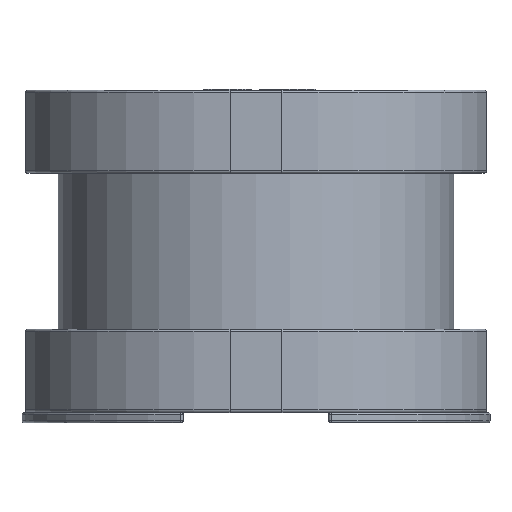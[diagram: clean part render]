
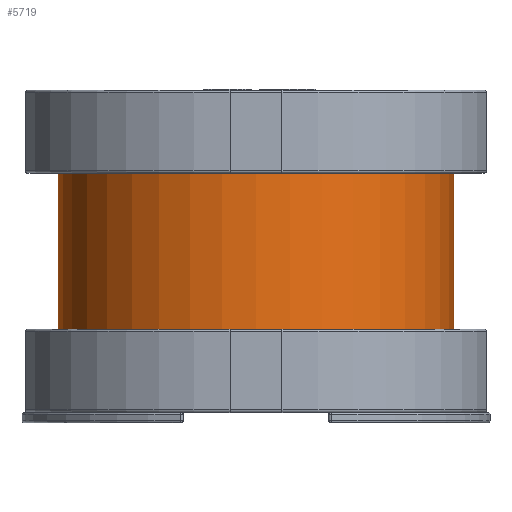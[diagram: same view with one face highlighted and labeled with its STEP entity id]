
A CAD part, front view. The second image highlights one B-rep face of the part: STEP entity #5719.
In plain terms, the highlighted cylindrical face has radius 1.9 mm (diameter 3.8 mm), a partial arc.
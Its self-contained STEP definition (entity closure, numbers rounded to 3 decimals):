
#335 = DIRECTION ( 'NONE',  ( 1., 0., 0. ) ) ;
#574 = CARTESIAN_POINT ( 'NONE',  ( 1.899, -0.071, 0.9 ) ) ;
#817 = VERTEX_POINT ( 'NONE', #2397 ) ;
#894 = ORIENTED_EDGE ( 'NONE', *, *, #11658, .F. ) ;
#944 = VERTEX_POINT ( 'NONE', #17840 ) ;
#1413 = ORIENTED_EDGE ( 'NONE', *, *, #8291, .F. ) ;
#1537 = CARTESIAN_POINT ( 'NONE',  ( 0., 0., 2.4 ) ) ;
#1881 = VECTOR ( 'NONE', #7125, 1000. ) ;
#1922 = AXIS2_PLACEMENT_3D ( 'NONE', #10068, #8606, #335 ) ;
#1960 = CIRCLE ( 'NONE', #8440, 1.9 ) ;
#2238 = CIRCLE ( 'NONE', #1922, 1.9 ) ;
#2397 = CARTESIAN_POINT ( 'NONE',  ( -1.9, 0., 2.4 ) ) ;
#2519 = FACE_OUTER_BOUND ( 'NONE', #18241, .T. ) ;
#2538 = ORIENTED_EDGE ( 'NONE', *, *, #16288, .F. ) ;
#2550 = AXIS2_PLACEMENT_3D ( 'NONE', #8852, #13674, #12034 ) ;
#2697 = LINE ( 'NONE', #10295, #1881 ) ;
#3097 = ORIENTED_EDGE ( 'NONE', *, *, #5133, .F. ) ;
#3142 = CARTESIAN_POINT ( 'NONE',  ( 1.9, 0., 2.4 ) ) ;
#3385 = VERTEX_POINT ( 'NONE', #18688 ) ;
#3595 = DIRECTION ( 'NONE',  ( 0., 0., 1. ) ) ;
#4338 = DIRECTION ( 'NONE',  ( 1., 0., 0. ) ) ;
#4766 = VECTOR ( 'NONE', #16857, 1000. ) ;
#5133 = EDGE_CURVE ( 'NONE', #10581, #18552, #18763, .T. ) ;
#5382 = CIRCLE ( 'NONE', #9951, 1.9 ) ;
#5387 = DIRECTION ( 'NONE',  ( 0., 0., 1. ) ) ;
#5410 = CIRCLE ( 'NONE', #14276, 1.9 ) ;
#5441 = DIRECTION ( 'NONE',  ( 1., 0., 0. ) ) ;
#5719 = ADVANCED_FACE ( 'NONE', ( #2519 ), #8671, .T. ) ;
#5868 = VERTEX_POINT ( 'NONE', #9343 ) ;
#6265 = DIRECTION ( 'NONE',  ( 0., 0., 1. ) ) ;
#6508 = ORIENTED_EDGE ( 'NONE', *, *, #14401, .T. ) ;
#6573 = DIRECTION ( 'NONE',  ( 0., 0., 1. ) ) ;
#7125 = DIRECTION ( 'NONE',  ( 0., 0., -1. ) ) ;
#7501 = ORIENTED_EDGE ( 'NONE', *, *, #8863, .T. ) ;
#8291 = EDGE_CURVE ( 'NONE', #18552, #10093, #2697, .T. ) ;
#8323 = DIRECTION ( 'NONE',  ( 1., 0., 0. ) ) ;
#8328 = LINE ( 'NONE', #15328, #4766 ) ;
#8440 = AXIS2_PLACEMENT_3D ( 'NONE', #9340, #6573, #10769 ) ;
#8606 = DIRECTION ( 'NONE',  ( 0., 0., 1. ) ) ;
#8671 = CYLINDRICAL_SURFACE ( 'NONE', #18479, 1.9 ) ;
#8852 = CARTESIAN_POINT ( 'NONE',  ( 0., 0., 0.9 ) ) ;
#8863 = EDGE_CURVE ( 'NONE', #13798, #10093, #2238, .T. ) ;
#9340 = CARTESIAN_POINT ( 'NONE',  ( 0., 0., 0.9 ) ) ;
#9343 = CARTESIAN_POINT ( 'NONE',  ( -1.899, -0.071, 2.4 ) ) ;
#9502 = EDGE_CURVE ( 'NONE', #817, #944, #8328, .T. ) ;
#9929 = CIRCLE ( 'NONE', #2550, 1.9 ) ;
#9951 = AXIS2_PLACEMENT_3D ( 'NONE', #16737, #3595, #5441 ) ;
#10068 = CARTESIAN_POINT ( 'NONE',  ( 0., 0., 0.9 ) ) ;
#10093 = VERTEX_POINT ( 'NONE', #15770 ) ;
#10161 = EDGE_CURVE ( 'NONE', #3385, #13798, #9929, .T. ) ;
#10221 = CARTESIAN_POINT ( 'NONE',  ( 0., 0., 7.774 ) ) ;
#10295 = CARTESIAN_POINT ( 'NONE',  ( 1.9, 0., 7.774 ) ) ;
#10581 = VERTEX_POINT ( 'NONE', #12557 ) ;
#10769 = DIRECTION ( 'NONE',  ( 1., 0., 0. ) ) ;
#11658 = EDGE_CURVE ( 'NONE', #817, #5868, #5410, .T. ) ;
#12034 = DIRECTION ( 'NONE',  ( 1., 0., 0. ) ) ;
#12557 = CARTESIAN_POINT ( 'NONE',  ( 1.899, -0.071, 2.4 ) ) ;
#13674 = DIRECTION ( 'NONE',  ( 0., 0., 1. ) ) ;
#13798 = VERTEX_POINT ( 'NONE', #574 ) ;
#13958 = ORIENTED_EDGE ( 'NONE', *, *, #10161, .T. ) ;
#14146 = ORIENTED_EDGE ( 'NONE', *, *, #9502, .T. ) ;
#14276 = AXIS2_PLACEMENT_3D ( 'NONE', #1537, #5387, #8323 ) ;
#14401 = EDGE_CURVE ( 'NONE', #944, #3385, #1960, .T. ) ;
#15328 = CARTESIAN_POINT ( 'NONE',  ( -1.9, 0., 7.774 ) ) ;
#15770 = CARTESIAN_POINT ( 'NONE',  ( 1.9, 0., 0.9 ) ) ;
#15869 = DIRECTION ( 'NONE',  ( 0., 0., -1. ) ) ;
#16288 = EDGE_CURVE ( 'NONE', #5868, #10581, #5382, .T. ) ;
#16737 = CARTESIAN_POINT ( 'NONE',  ( 0., 0., 2.4 ) ) ;
#16857 = DIRECTION ( 'NONE',  ( 0., 0., -1. ) ) ;
#16905 = AXIS2_PLACEMENT_3D ( 'NONE', #17845, #6265, #4338 ) ;
#17484 = DIRECTION ( 'NONE',  ( -1., 0., 0. ) ) ;
#17840 = CARTESIAN_POINT ( 'NONE',  ( -1.9, 0., 0.9 ) ) ;
#17845 = CARTESIAN_POINT ( 'NONE',  ( 0., 0., 2.4 ) ) ;
#18241 = EDGE_LOOP ( 'NONE', ( #1413, #3097, #2538, #894, #14146, #6508, #13958, #7501 ) ) ;
#18479 = AXIS2_PLACEMENT_3D ( 'NONE', #10221, #15869, #17484 ) ;
#18552 = VERTEX_POINT ( 'NONE', #3142 ) ;
#18688 = CARTESIAN_POINT ( 'NONE',  ( -1.899, -0.071, 0.9 ) ) ;
#18763 = CIRCLE ( 'NONE', #16905, 1.9 ) ;
